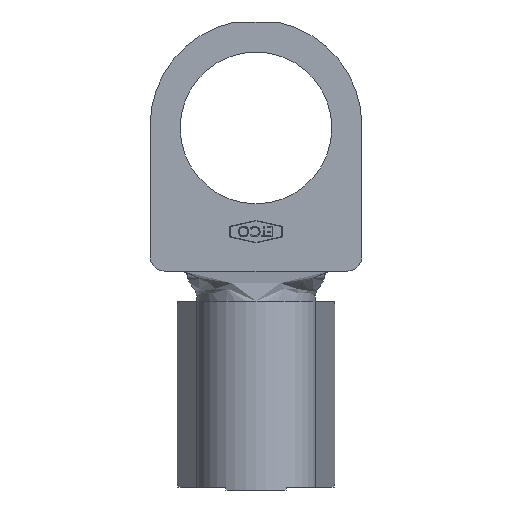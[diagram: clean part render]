
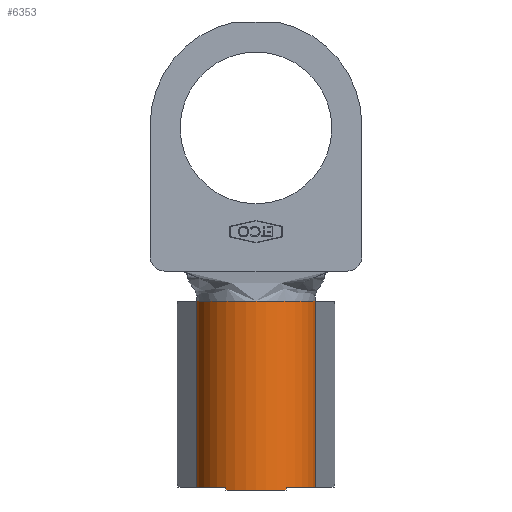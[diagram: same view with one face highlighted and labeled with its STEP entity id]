
A CAD part, front view. The second image highlights one B-rep face of the part: STEP entity #6353.
In plain terms, the highlighted cylindrical face has radius 5.334 mm (diameter 10.668 mm), a partial arc.
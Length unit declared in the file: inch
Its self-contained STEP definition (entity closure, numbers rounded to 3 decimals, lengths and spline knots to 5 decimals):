
#61 = EDGE_CURVE ( 'NONE', #6383, #2694, #3522, .T. ) ;
#94 = DIRECTION ( 'NONE',  ( -1., 0., 0. ) ) ;
#138 = ORIENTED_EDGE ( 'NONE', *, *, #4325, .F. ) ;
#226 = VERTEX_POINT ( 'NONE', #3780 ) ;
#268 = CARTESIAN_POINT ( 'NONE',  ( 0., 0., 0.65 ) ) ;
#327 = ORIENTED_EDGE ( 'NONE', *, *, #5600, .T. ) ;
#417 = LINE ( 'NONE', #3055, #3047 ) ;
#419 = CARTESIAN_POINT ( 'NONE',  ( 0., 0., 0. ) ) ;
#464 = VERTEX_POINT ( 'NONE', #847 ) ;
#599 = CARTESIAN_POINT ( 'NONE',  ( 0.20686, -0.03617, 0. ) ) ;
#609 = ORIENTED_EDGE ( 'NONE', *, *, #4494, .T. ) ;
#615 = VERTEX_POINT ( 'NONE', #6831 ) ;
#639 = VECTOR ( 'NONE', #2957, 39.37008 ) ;
#644 = FACE_OUTER_BOUND ( 'NONE', #5629, .T. ) ;
#795 = DIRECTION ( 'NONE',  ( 1., 0., 0. ) ) ;
#847 = CARTESIAN_POINT ( 'NONE',  ( 0.20686, -0.03617, 0.65 ) ) ;
#936 = VERTEX_POINT ( 'NONE', #599 ) ;
#945 = DIRECTION ( 'NONE',  ( 1., 0., 0. ) ) ;
#1266 = ORIENTED_EDGE ( 'NONE', *, *, #3039, .F. ) ;
#1272 = CARTESIAN_POINT ( 'NONE',  ( -0.105, -0.18187, 0. ) ) ;
#1373 = VECTOR ( 'NONE', #5127, 39.37008 ) ;
#1377 = CARTESIAN_POINT ( 'NONE',  ( 0.20686, -0.03617, 0.65 ) ) ;
#1436 = LINE ( 'NONE', #1742, #2653 ) ;
#1459 = EDGE_CURVE ( 'NONE', #464, #936, #6572, .T. ) ;
#1583 = EDGE_CURVE ( 'NONE', #615, #6383, #5569, .T. ) ;
#1742 = CARTESIAN_POINT ( 'NONE',  ( -0.105, -0.18187, -0.01 ) ) ;
#2621 = CIRCLE ( 'NONE', #3517, 0.21 ) ;
#2653 = VECTOR ( 'NONE', #4898, 39.37008 ) ;
#2694 = VERTEX_POINT ( 'NONE', #1272 ) ;
#2720 = EDGE_CURVE ( 'NONE', #615, #464, #4322, .T. ) ;
#2820 = ORIENTED_EDGE ( 'NONE', *, *, #1459, .F. ) ;
#2904 = CARTESIAN_POINT ( 'NONE',  ( 0., 0., -0.01 ) ) ;
#2957 = DIRECTION ( 'NONE',  ( 0., 0., -1. ) ) ;
#3039 = EDGE_CURVE ( 'NONE', #226, #2694, #1436, .T. ) ;
#3044 = CARTESIAN_POINT ( 'NONE',  ( 0., 0., 0. ) ) ;
#3047 = VECTOR ( 'NONE', #3584, 39.37008 ) ;
#3055 = CARTESIAN_POINT ( 'NONE',  ( 0.105, -0.18187, -0.01 ) ) ;
#3200 = AXIS2_PLACEMENT_3D ( 'NONE', #419, #4098, #945 ) ;
#3291 = CIRCLE ( 'NONE', #6124, 0.21 ) ;
#3300 = ORIENTED_EDGE ( 'NONE', *, *, #61, .T. ) ;
#3438 = DIRECTION ( 'NONE',  ( -1., 0., 0. ) ) ;
#3486 = ORIENTED_EDGE ( 'NONE', *, *, #1583, .T. ) ;
#3517 = AXIS2_PLACEMENT_3D ( 'NONE', #3044, #6750, #3568 ) ;
#3522 = CIRCLE ( 'NONE', #3200, 0.21 ) ;
#3568 = DIRECTION ( 'NONE',  ( 1., 0., 0. ) ) ;
#3584 = DIRECTION ( 'NONE',  ( 0., 0., 1. ) ) ;
#3770 = DIRECTION ( 'NONE',  ( 0., 0., -1. ) ) ;
#3780 = CARTESIAN_POINT ( 'NONE',  ( -0.105, -0.18187, -0.01 ) ) ;
#3864 = CARTESIAN_POINT ( 'NONE',  ( 0.105, -0.18187, -0.01 ) ) ;
#3945 = DIRECTION ( 'NONE',  ( 0., 0., 1. ) ) ;
#4098 = DIRECTION ( 'NONE',  ( 0., 0., 1. ) ) ;
#4322 = CIRCLE ( 'NONE', #5937, 0.21 ) ;
#4325 = EDGE_CURVE ( 'NONE', #4854, #226, #3291, .T. ) ;
#4329 = ORIENTED_EDGE ( 'NONE', *, *, #2720, .F. ) ;
#4494 = EDGE_CURVE ( 'NONE', #4957, #936, #2621, .T. ) ;
#4541 = CARTESIAN_POINT ( 'NONE',  ( 0.105, -0.18187, 0. ) ) ;
#4610 = AXIS2_PLACEMENT_3D ( 'NONE', #5860, #3770, #94 ) ;
#4673 = CYLINDRICAL_SURFACE ( 'NONE', #4610, 0.21 ) ;
#4854 = VERTEX_POINT ( 'NONE', #3864 ) ;
#4898 = DIRECTION ( 'NONE',  ( 0., 0., 1. ) ) ;
#4957 = VERTEX_POINT ( 'NONE', #4541 ) ;
#5127 = DIRECTION ( 'NONE',  ( 0., 0., -1. ) ) ;
#5569 = LINE ( 'NONE', #5651, #1373 ) ;
#5600 = EDGE_CURVE ( 'NONE', #4854, #4957, #417, .T. ) ;
#5629 = EDGE_LOOP ( 'NONE', ( #3300, #1266, #138, #327, #609, #2820, #4329, #3486 ) ) ;
#5651 = CARTESIAN_POINT ( 'NONE',  ( -0.20686, -0.03617, 0.65 ) ) ;
#5860 = CARTESIAN_POINT ( 'NONE',  ( 0., 0., 0.65 ) ) ;
#5882 = CARTESIAN_POINT ( 'NONE',  ( -0.20686, -0.03617, 0. ) ) ;
#5937 = AXIS2_PLACEMENT_3D ( 'NONE', #268, #3945, #795 ) ;
#6124 = AXIS2_PLACEMENT_3D ( 'NONE', #2904, #6609, #3438 ) ;
#6353 = ADVANCED_FACE ( 'NONE', ( #644 ), #4673, .T. ) ;
#6383 = VERTEX_POINT ( 'NONE', #5882 ) ;
#6572 = LINE ( 'NONE', #1377, #639 ) ;
#6609 = DIRECTION ( 'NONE',  ( 0., 0., -1. ) ) ;
#6750 = DIRECTION ( 'NONE',  ( 0., 0., 1. ) ) ;
#6831 = CARTESIAN_POINT ( 'NONE',  ( -0.20686, -0.03617, 0.65 ) ) ;
